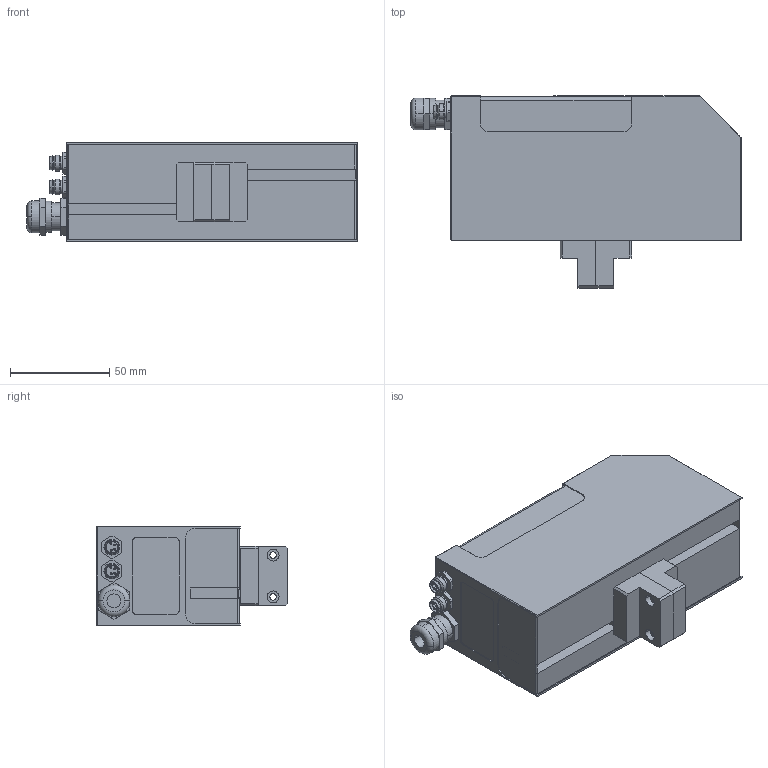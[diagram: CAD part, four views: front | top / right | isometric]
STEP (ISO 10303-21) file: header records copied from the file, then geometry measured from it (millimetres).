
FILE_DESCRIPTION( ( '' ), '1' );
FILE_NAME( 'wsg50_110.stp', '2011-09-09T07:49:17', ( '' ), ( '' ), ' ', ' ', ' ' );
FILE_SCHEMA( ( 'automotive_design' ) );
Length unit declared in the file: millimetre
Products named in the file (6): 1; 2; 3; 4; 5; 6
Bounding box: 166 x 96.5 x 50 mm (x, y, z)
Volume: 511461.8 mm3; surface area: 62079.3 mm2
Topology: 6 solids, 6 shells, 404 faces, 997 edges, 642 vertices
Faces by surface type: plane 211, cylinder 149, cone 30, torus 14
Entity records: 23364 total; most frequent: DIRECTION 2160, STYLED_ITEM 2031, PRESENTATION_STYLE_ASSIGNMENT 2031, CARTESIAN_POINT 2031, COLOUR_RGB 2031, ORIENTED_EDGE 1958, EDGE_CURVE 979, CURVE_STYLE 979
